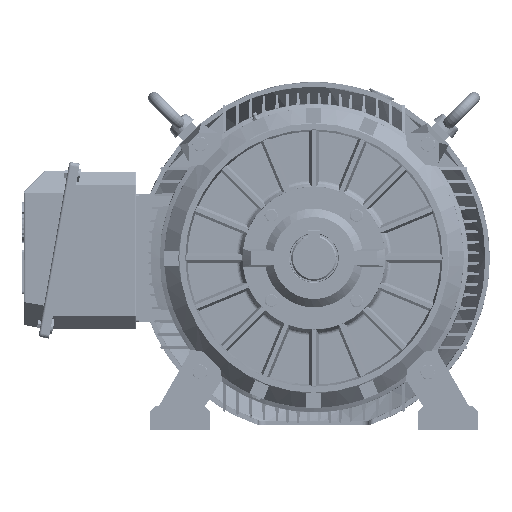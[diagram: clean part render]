
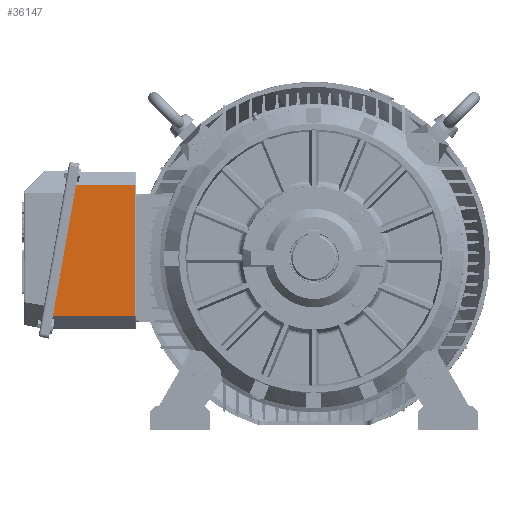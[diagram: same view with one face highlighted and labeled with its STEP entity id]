
A CAD part, left-side view. The second image highlights one B-rep face of the part: STEP entity #36147.
In plain terms, the highlighted face is planar.
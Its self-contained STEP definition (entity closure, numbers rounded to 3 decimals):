
#35253 = VERTEX_POINT ( 'NONE', #119541 ) ;
#35258 = EDGE_CURVE ( 'NONE', #35262, #35253, #119536, .T. ) ;
#35262 = VERTEX_POINT ( 'NONE', #119519 ) ;
#35347 = EDGE_CURVE ( 'NONE', #35262, #35348, #119754, .T. ) ;
#35348 = VERTEX_POINT ( 'NONE', #119748 ) ;
#35394 = VERTEX_POINT ( 'NONE', #119896 ) ;
#35402 = EDGE_CURVE ( 'NONE', #35394, #35253, #119890, .T. ) ;
#36026 = ORIENTED_EDGE ( 'NONE', *, *, #35258, .T. ) ;
#36090 = EDGE_LOOP ( 'NONE', ( #36150, #36157, #36165, #36026 ) ) ;
#36147 = ADVANCED_FACE ( 'NONE', ( #119981 ), #121427, .T. ) ;
#36150 = ORIENTED_EDGE ( 'NONE', *, *, #35402, .F. ) ;
#36157 = ORIENTED_EDGE ( 'NONE', *, *, #36160, .T. ) ;
#36160 = EDGE_CURVE ( 'NONE', #35394, #35348, #121982, .T. ) ;
#36165 = ORIENTED_EDGE ( 'NONE', *, *, #35347, .F. ) ;
#119519 = CARTESIAN_POINT ( 'NONE',  ( 17.929, 80.201, -120. ) ) ;
#119521 = DIRECTION ( 'NONE',  ( 0.985, 0.174, 0. ) ) ;
#119522 = VECTOR ( 'NONE', #119521, 1000. ) ;
#119523 = CARTESIAN_POINT ( 'NONE',  ( -13.175, 74.717, -120. ) ) ;
#119536 = LINE ( 'NONE', #119523, #119522 ) ;
#119541 = CARTESIAN_POINT ( 'NONE',  ( 191.683, 110.839, -120. ) ) ;
#119748 = CARTESIAN_POINT ( 'NONE',  ( 17.929, 2., -120. ) ) ;
#119750 = DIRECTION ( 'NONE',  ( 0., -1., 0. ) ) ;
#119751 = VECTOR ( 'NONE', #119750, 1000. ) ;
#119753 = CARTESIAN_POINT ( 'NONE',  ( 17.929, 0., -120. ) ) ;
#119754 = LINE ( 'NONE', #119753, #119751 ) ;
#119876 = DIRECTION ( 'NONE',  ( 0., 1., 0. ) ) ;
#119877 = VECTOR ( 'NONE', #119876, 1000. ) ;
#119879 = CARTESIAN_POINT ( 'NONE',  ( 191.683, 0., -120. ) ) ;
#119890 = LINE ( 'NONE', #119879, #119877 ) ;
#119896 = CARTESIAN_POINT ( 'NONE',  ( 191.683, 2., -120. ) ) ;
#119979 = AXIS2_PLACEMENT_3D ( 'NONE', #120477, #120949, #120940 ) ;
#119981 = FACE_OUTER_BOUND ( 'NONE', #36090, .T. ) ;
#120477 = CARTESIAN_POINT ( 'NONE',  ( 0., 0., -120. ) ) ;
#120940 = DIRECTION ( 'NONE',  ( -1., 0., 0. ) ) ;
#120949 = DIRECTION ( 'NONE',  ( 0., 0., -1. ) ) ;
#121427 = PLANE ( 'NONE',  #119979 ) ;
#121979 = DIRECTION ( 'NONE',  ( -1., 0., 0. ) ) ;
#121980 = VECTOR ( 'NONE', #121979, 1000. ) ;
#121981 = CARTESIAN_POINT ( 'NONE',  ( 17.929, 2., -120. ) ) ;
#121982 = LINE ( 'NONE', #121981, #121980 ) ;
